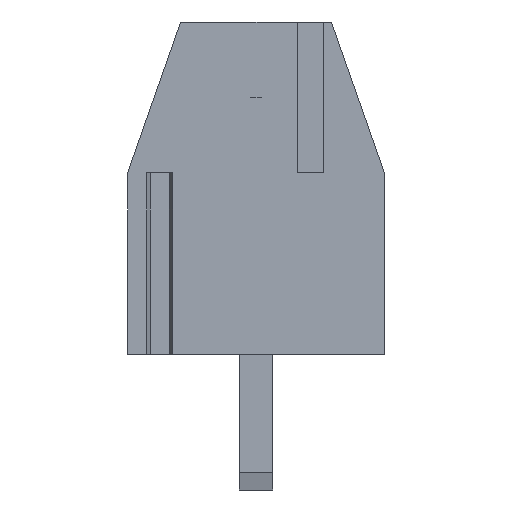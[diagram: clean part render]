
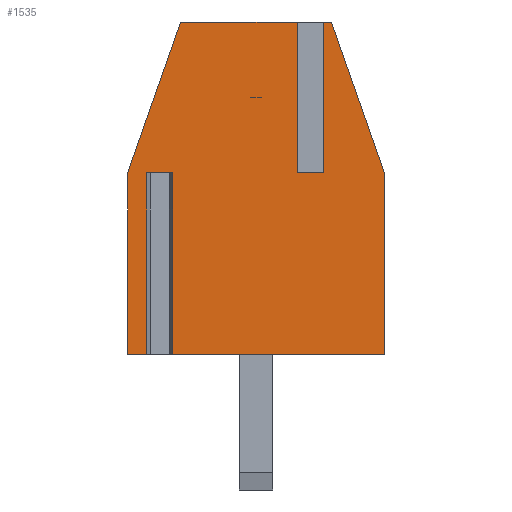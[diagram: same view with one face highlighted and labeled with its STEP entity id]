
A CAD part, left-side view. The second image highlights one B-rep face of the part: STEP entity #1535.
In plain terms, the highlighted planar face has unit normal (-1, 0, 0).
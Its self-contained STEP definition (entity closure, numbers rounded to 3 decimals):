
#1535 = ADVANCED_FACE('',(#1536),#1650,.F.);
#1536 = FACE_BOUND('',#1537,.F.);
#1537 = EDGE_LOOP('',(#1538,#1548,#1556,#1564,#1572,#1580,#1588,#1596,
    #1604,#1612,#1620,#1628,#1636,#1644));
#1538 = ORIENTED_EDGE('',*,*,#1539,.T.);
#1539 = EDGE_CURVE('',#1540,#1542,#1544,.T.);
#1540 = VERTEX_POINT('',#1541);
#1541 = CARTESIAN_POINT('',(-1.75,-2.,8.8));
#1542 = VERTEX_POINT('',#1543);
#1543 = CARTESIAN_POINT('',(-1.75,-3.4,4.8));
#1544 = LINE('',#1545,#1546);
#1545 = CARTESIAN_POINT('',(-1.75,-2.,8.8));
#1546 = VECTOR('',#1547,1.);
#1547 = DIRECTION('',(0.,-0.33,-0.944));
#1548 = ORIENTED_EDGE('',*,*,#1549,.T.);
#1549 = EDGE_CURVE('',#1542,#1550,#1552,.T.);
#1550 = VERTEX_POINT('',#1551);
#1551 = CARTESIAN_POINT('',(-1.75,-3.4,-0.));
#1552 = LINE('',#1553,#1554);
#1553 = CARTESIAN_POINT('',(-1.75,-3.4,4.8));
#1554 = VECTOR('',#1555,1.);
#1555 = DIRECTION('',(0.,0.,-1.));
#1556 = ORIENTED_EDGE('',*,*,#1557,.T.);
#1557 = EDGE_CURVE('',#1550,#1558,#1560,.T.);
#1558 = VERTEX_POINT('',#1559);
#1559 = CARTESIAN_POINT('',(-1.75,2.2,0.));
#1560 = LINE('',#1561,#1562);
#1561 = CARTESIAN_POINT('',(-1.75,-3.4,0.));
#1562 = VECTOR('',#1563,1.);
#1563 = DIRECTION('',(0.,1.,0.));
#1564 = ORIENTED_EDGE('',*,*,#1565,.F.);
#1565 = EDGE_CURVE('',#1566,#1558,#1568,.T.);
#1566 = VERTEX_POINT('',#1567);
#1567 = CARTESIAN_POINT('',(-1.75,2.2,4.8));
#1568 = LINE('',#1569,#1570);
#1569 = CARTESIAN_POINT('',(-1.75,2.2,4.8));
#1570 = VECTOR('',#1571,1.);
#1571 = DIRECTION('',(0.,0.,-1.));
#1572 = ORIENTED_EDGE('',*,*,#1573,.T.);
#1573 = EDGE_CURVE('',#1566,#1574,#1576,.T.);
#1574 = VERTEX_POINT('',#1575);
#1575 = CARTESIAN_POINT('',(-1.75,2.9,4.8));
#1576 = LINE('',#1577,#1578);
#1577 = CARTESIAN_POINT('',(-1.75,2.2,4.8));
#1578 = VECTOR('',#1579,1.);
#1579 = DIRECTION('',(0.,1.,0.));
#1580 = ORIENTED_EDGE('',*,*,#1581,.T.);
#1581 = EDGE_CURVE('',#1574,#1582,#1584,.T.);
#1582 = VERTEX_POINT('',#1583);
#1583 = CARTESIAN_POINT('',(-1.75,2.9,0.));
#1584 = LINE('',#1585,#1586);
#1585 = CARTESIAN_POINT('',(-1.75,2.9,4.8));
#1586 = VECTOR('',#1587,1.);
#1587 = DIRECTION('',(0.,0.,-1.));
#1588 = ORIENTED_EDGE('',*,*,#1589,.T.);
#1589 = EDGE_CURVE('',#1582,#1590,#1592,.T.);
#1590 = VERTEX_POINT('',#1591);
#1591 = CARTESIAN_POINT('',(-1.75,3.4,0.));
#1592 = LINE('',#1593,#1594);
#1593 = CARTESIAN_POINT('',(-1.75,-3.4,0.));
#1594 = VECTOR('',#1595,1.);
#1595 = DIRECTION('',(0.,1.,0.));
#1596 = ORIENTED_EDGE('',*,*,#1597,.T.);
#1597 = EDGE_CURVE('',#1590,#1598,#1600,.T.);
#1598 = VERTEX_POINT('',#1599);
#1599 = CARTESIAN_POINT('',(-1.75,3.4,4.8));
#1600 = LINE('',#1601,#1602);
#1601 = CARTESIAN_POINT('',(-1.75,3.4,0.));
#1602 = VECTOR('',#1603,1.);
#1603 = DIRECTION('',(0.,0.,1.));
#1604 = ORIENTED_EDGE('',*,*,#1605,.T.);
#1605 = EDGE_CURVE('',#1598,#1606,#1608,.T.);
#1606 = VERTEX_POINT('',#1607);
#1607 = CARTESIAN_POINT('',(-1.75,2.,8.8));
#1608 = LINE('',#1609,#1610);
#1609 = CARTESIAN_POINT('',(-1.75,3.4,4.8));
#1610 = VECTOR('',#1611,1.);
#1611 = DIRECTION('',(0.,-0.33,0.944));
#1612 = ORIENTED_EDGE('',*,*,#1613,.T.);
#1613 = EDGE_CURVE('',#1606,#1614,#1616,.T.);
#1614 = VERTEX_POINT('',#1615);
#1615 = CARTESIAN_POINT('',(-1.75,-1.2,8.8));
#1616 = LINE('',#1617,#1618);
#1617 = CARTESIAN_POINT('',(-1.75,2.,8.8));
#1618 = VECTOR('',#1619,1.);
#1619 = DIRECTION('',(0.,-1.,0.));
#1620 = ORIENTED_EDGE('',*,*,#1621,.F.);
#1621 = EDGE_CURVE('',#1622,#1614,#1624,.T.);
#1622 = VERTEX_POINT('',#1623);
#1623 = CARTESIAN_POINT('',(-1.75,-1.2,4.8));
#1624 = LINE('',#1625,#1626);
#1625 = CARTESIAN_POINT('',(-1.75,-1.2,4.8));
#1626 = VECTOR('',#1627,1.);
#1627 = DIRECTION('',(0.,0.,1.));
#1628 = ORIENTED_EDGE('',*,*,#1629,.T.);
#1629 = EDGE_CURVE('',#1622,#1630,#1632,.T.);
#1630 = VERTEX_POINT('',#1631);
#1631 = CARTESIAN_POINT('',(-1.75,-1.7,4.8));
#1632 = LINE('',#1633,#1634);
#1633 = CARTESIAN_POINT('',(-1.75,-1.2,4.8));
#1634 = VECTOR('',#1635,1.);
#1635 = DIRECTION('',(0.,-1.,0.));
#1636 = ORIENTED_EDGE('',*,*,#1637,.T.);
#1637 = EDGE_CURVE('',#1630,#1638,#1640,.T.);
#1638 = VERTEX_POINT('',#1639);
#1639 = CARTESIAN_POINT('',(-1.75,-1.7,8.8));
#1640 = LINE('',#1641,#1642);
#1641 = CARTESIAN_POINT('',(-1.75,-1.7,4.8));
#1642 = VECTOR('',#1643,1.);
#1643 = DIRECTION('',(0.,0.,1.));
#1644 = ORIENTED_EDGE('',*,*,#1645,.T.);
#1645 = EDGE_CURVE('',#1638,#1540,#1646,.T.);
#1646 = LINE('',#1647,#1648);
#1647 = CARTESIAN_POINT('',(-1.75,2.,8.8));
#1648 = VECTOR('',#1649,1.);
#1649 = DIRECTION('',(0.,-1.,0.));
#1650 = PLANE('',#1651);
#1651 = AXIS2_PLACEMENT_3D('',#1652,#1653,#1654);
#1652 = CARTESIAN_POINT('',(-1.75,0.,4.013));
#1653 = DIRECTION('',(1.,0.,0.));
#1654 = DIRECTION('',(0.,0.,1.));
